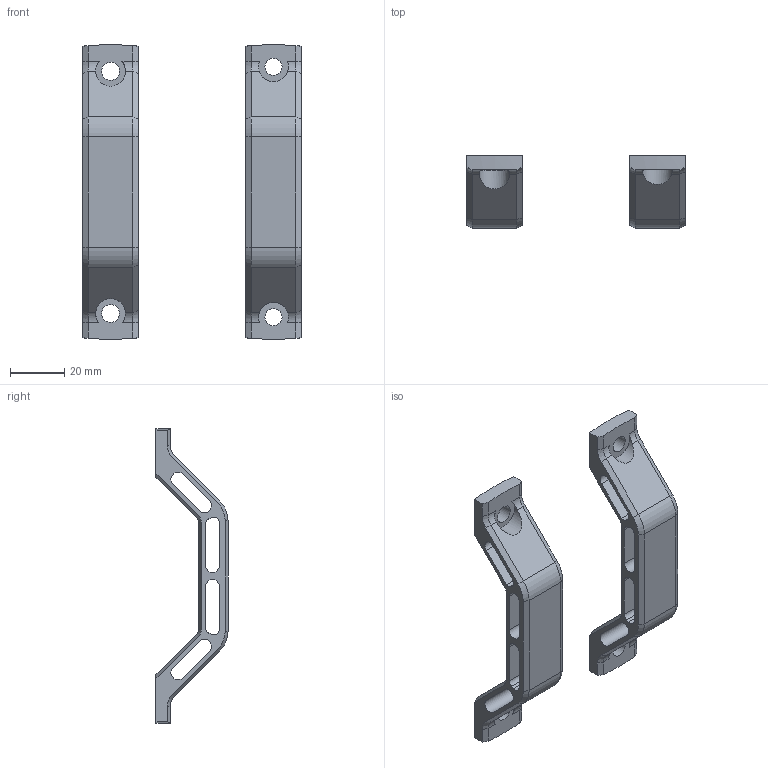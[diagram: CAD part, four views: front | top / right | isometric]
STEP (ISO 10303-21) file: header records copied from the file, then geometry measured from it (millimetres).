
FILE_DESCRIPTION(/* description */ (''),/* implementation_level */ '2;1');
FILE_NAME(/* name */ 'door_handles.step',/* time_stamp */ '2021-12-24T11:28:14+01:00',/* author */ (''),/* organization */ (''),/* preprocessor_version */ 'ST-DEVELOPER v18.1',/* originating_system */ 'Autodesk Translation Framework v10.10.0.1391',/* authorisation */ '');
FILE_SCHEMA (('AUTOMOTIVE_DESIGN { 1 0 10303 214 3 1 1 }'));
Length unit declared in the file: millimetre
Products named in the file (3): Door_Handles; Door_Handle; Door_Handle_RR_stock_compatible
Assembly tree (2 placements, depth 2):
  Door_Handles
    Door_Handle
    Door_Handle_RR_stock_compatible
Bounding box: 80.34 x 26.47 x 108.27 mm (x, y, z)
Volume: 29782 mm3; surface area: 20630.6 mm2
Topology: 2 solids, 2 shells, 156 faces, 408 edges, 256 vertices
Faces by surface type: plane 80, cylinder 48, cone 24, bspline 4
Full cylindrical faces by diameter (mm): 6.3 x2, 6.6 x2
Entity records: 4964 total; most frequent: CARTESIAN_POINT 925, DIRECTION 842, ORIENTED_EDGE 816, EDGE_CURVE 408, AXIS2_PLACEMENT_3D 285, LINE 272, VECTOR 272, VERTEX_POINT 256
